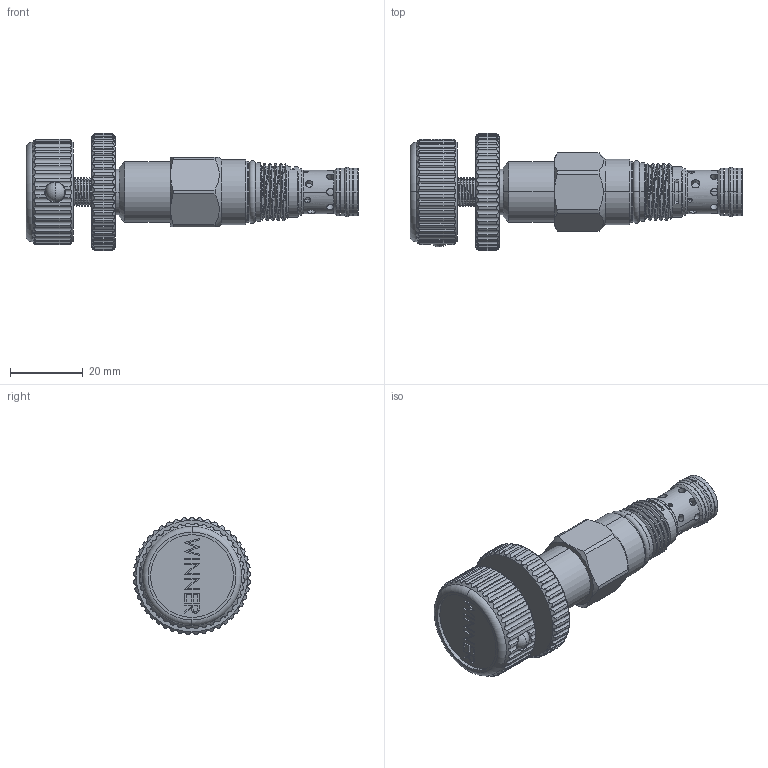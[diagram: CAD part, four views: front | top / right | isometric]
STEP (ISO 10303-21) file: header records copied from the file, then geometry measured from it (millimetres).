
FILE_DESCRIPTION (( 'STEP AP203' ), '1' );
FILE_NAME ('FR162A2C-K.STEP', '2021-07-01T01:33:41', ( '' ), ( '' ), 'SwSTEP 2.0', 'SolidWorks 2018', '' );
FILE_SCHEMA (( 'CONFIG_CONTROL_DESIGN' ));
Length unit declared in the file: millimetre
Products named in the file (1): FR162A2C-K
Bounding box: 91.07 x 32.2 x 32.18 mm (x, y, z)
Volume: 26627.1 mm3; surface area: 9819.3 mm2
Topology: 2 solids, 2 shells, 529 faces, 1421 edges, 932 vertices
Faces by surface type: cylinder 353, plane 111, cone 41, bspline 12, torus 10, sphere 2
Entity records: 30028 total; most frequent: CARTESIAN_POINT 17389, ORIENTED_EDGE 2842, DIRECTION 2349, EDGE_CURVE 1421, VERTEX_POINT 932, AXIS2_PLACEMENT_3D 882, LINE 585, VECTOR 585
